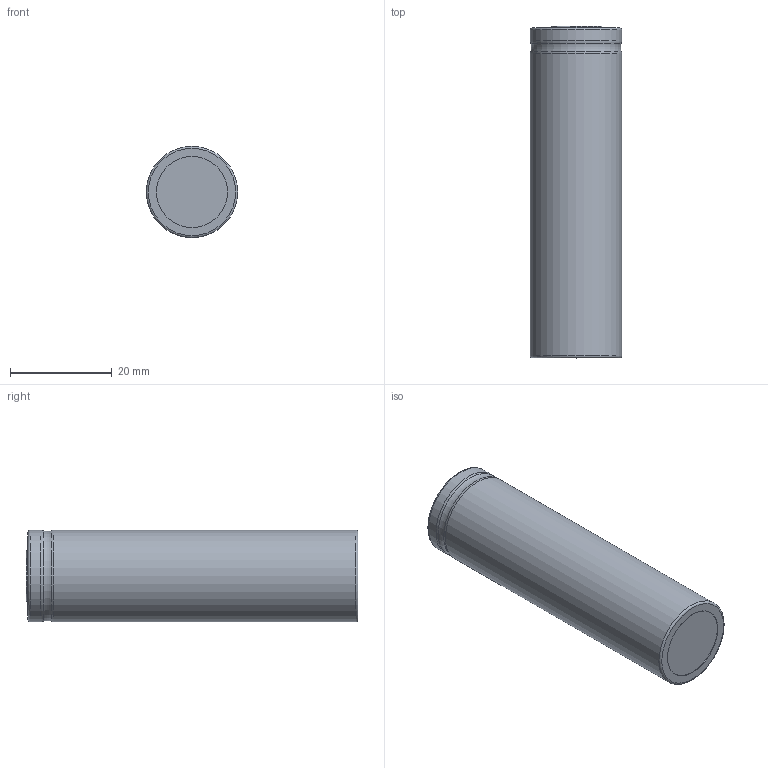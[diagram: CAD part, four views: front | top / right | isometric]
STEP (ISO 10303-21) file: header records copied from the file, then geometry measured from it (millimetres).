
FILE_DESCRIPTION(/* description */ ('STEP AP203'),/* implementation_level */ '2;1');
FILE_NAME(/* name */ 'INR18650-35E Samsung.STEP',/* time_stamp */ '2022-04-10T09:54:19+02:00',/* author */ ('Toshiba'),/* organization */ (''),/* preprocessor_version */ 'ST-DEVELOPER v18.1',/* originating_system */ 'Autodesk Inventor 2022',/* authorisation */ '');
FILE_SCHEMA (('AUTOMOTIVE_DESIGN { 1 0 10303 214 3 1 1 }'));
Length unit declared in the file: millimetre
Products named in the file (1): 18650_Generic
Bounding box: 18 x 65.38 x 18 mm (x, y, z)
Volume: 16432 mm3; surface area: 4386.7 mm2
Topology: 1 solids, 1 shells, 44 faces, 114 edges, 74 vertices
Faces by surface type: cylinder 20, plane 13, torus 11
Full cylindrical faces by diameter (mm): 11 x1, 14 x1, 14.65 x1, 18 x2
Entity records: 1550 total; most frequent: CARTESIAN_POINT 341, DIRECTION 265, ORIENTED_EDGE 228, EDGE_CURVE 114, AXIS2_PLACEMENT_3D 112, VERTEX_POINT 74, CIRCLE 67, EDGE_LOOP 50
